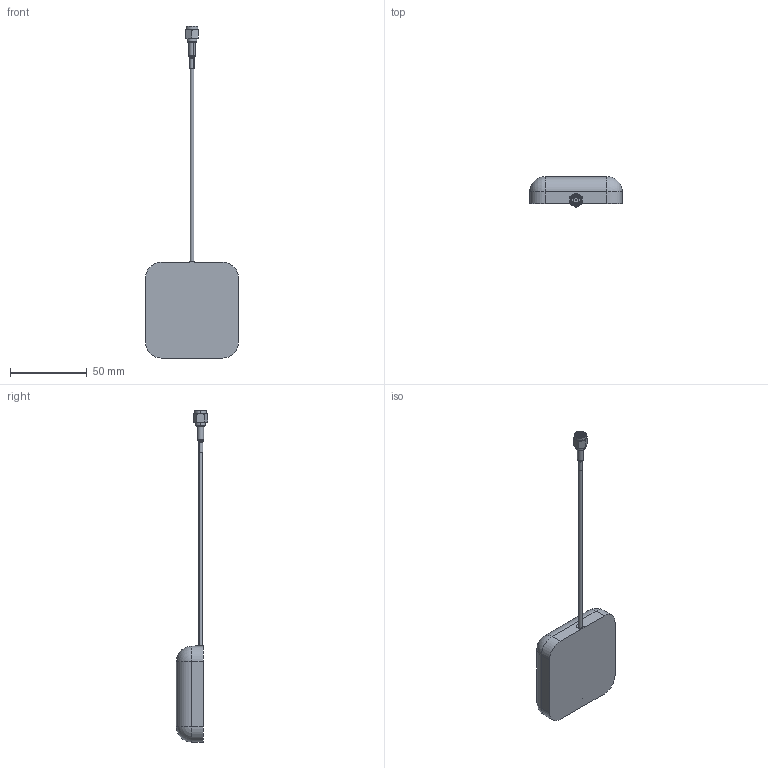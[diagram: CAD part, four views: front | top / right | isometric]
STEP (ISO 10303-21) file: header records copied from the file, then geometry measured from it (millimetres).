
FILE_DESCRIPTION (( 'STEP AP214' ), '1' );
FILE_NAME ('AA.160.301111_Web.STEP', '2020-02-21T02:22:14', ( '' ), ( '' ), 'SwSTEP 2.0', 'SolidWorks 2017', '' );
FILE_SCHEMA (( 'AUTOMOTIVE_DESIGN' ));
Length unit declared in the file: millimetre
Products named in the file (9): AA.160.301111; NO Print_Black_RG174; STD RP-SMA(M)ST.Au; RG174 Coaxial Cable; AA.160.301111_Web; STD RP-SMA(M)ST.Au_RP
Assembly tree (4 placements, depth 2):
  AA.160.301111
  NO Print_Black_RG174
  STD RP-SMA(M)ST.Au
  RG174 Coaxial Cable
  AA.160.301111_Web
    AA.160.301111
    RG174 Coaxial Cable
    STD RP-SMA(M)ST.Au_RP
    NO Print_Black_RG174
Bounding box: 60.5 x 20.35 x 216.87 mm (x, y, z)
Volume: 61626.6 mm3; surface area: 13005.4 mm2
Topology: 4 solids, 4 shells, 110 faces, 248 edges, 149 vertices
Faces by surface type: cylinder 48, plane 30, cone 12, bspline 12, sphere 4, torus 4
Entity records: 5589 total; most frequent: CARTESIAN_POINT 2642, DIRECTION 498, ORIENTED_EDGE 488, EDGE_CURVE 244, AXIS2_PLACEMENT_3D 206, VERTEX_POINT 149, EDGE_LOOP 119, FACE_OUTER_BOUND 110
